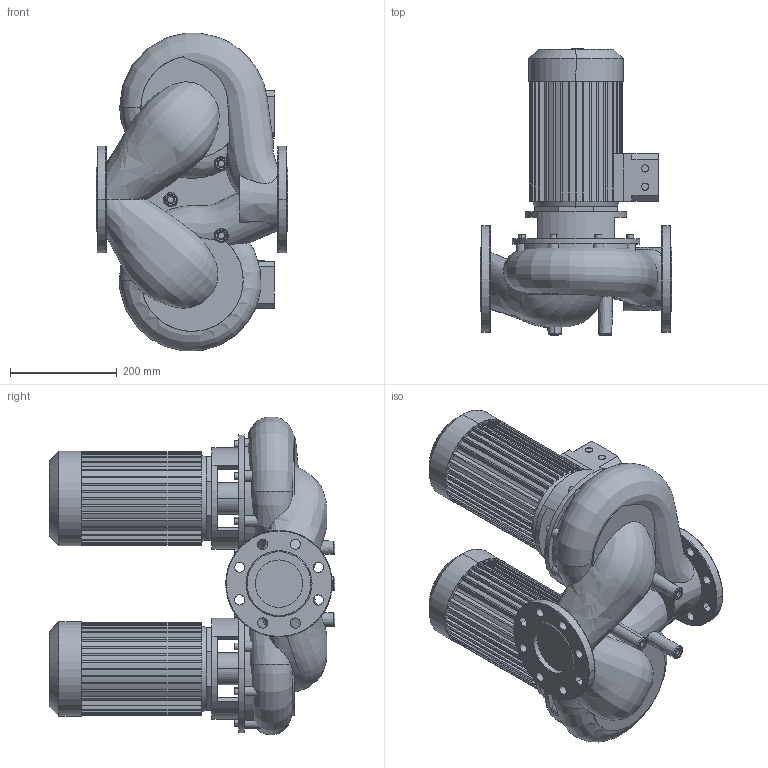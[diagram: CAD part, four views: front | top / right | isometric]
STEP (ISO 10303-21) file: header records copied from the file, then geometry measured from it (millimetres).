
FILE_DESCRIPTION((''),'2;1');
FILE_NAME('3d_DPL80_140-1_1_4-2121234.stp','2016-08-24T11:00:42',(''),(''),'Mechanical Desktop 2009','Mechanical Desktop 2009',', , ');
FILE_SCHEMA(('CONFIG_CONTROL_DESIGN'));
Length unit declared in the file: millimetre
Products named in the file (1): Product
Bounding box: 360 x 536.69 x 596.82 mm (x, y, z)
Volume: 36113864.9 mm3; surface area: 1835387.8 mm2
Topology: 17 solids, 17 shells, 917 faces, 2360 edges, 1525 vertices
Faces by surface type: plane 438, bspline 237, cylinder 228, cone 10, torus 4
Entity records: 46976 total; most frequent: CARTESIAN_POINT 24872, ORIENTED_EDGE 4712, DIRECTION 4379, EDGE_CURVE 2356, VERTEX_POINT 1523, AXIS2_PLACEMENT_3D 1502, VECTOR 1375, LINE 1375
